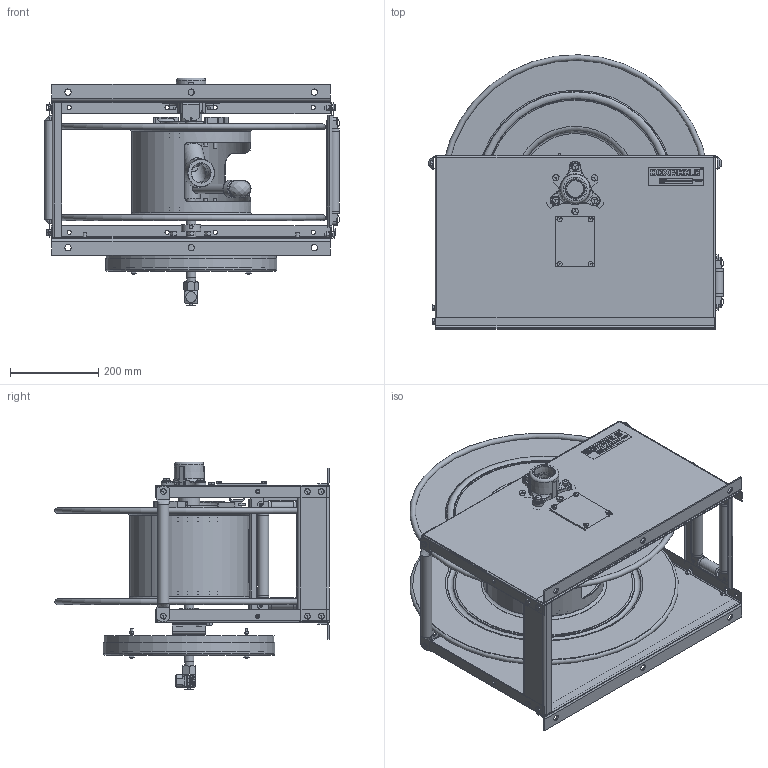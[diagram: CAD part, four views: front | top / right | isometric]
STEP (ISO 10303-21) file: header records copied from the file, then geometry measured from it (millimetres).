
FILE_DESCRIPTION(/* description */ (''),/* implementation_level */ '2;1');
FILE_NAME(/* name */ 'VA-DLPL-825_SHARED.stp',/* time_stamp */ '2017-02-20T15:49:23-07:00',/* author */ ('jkusbel'),/* organization */ (''),/* preprocessor_version */ 'ST-DEVELOPER v15.6',/* originating_system */ 'Autodesk Inventor 2015',/* authorisation */ '');
FILE_SCHEMA (('AUTOMOTIVE_DESIGN { 1 0 10303 214 3 1 1 }'));
Length unit declared in the file: inch
Products named in the file (1): VA-DLPL-825_SHARED
Bounding box: 669.03 x 622.23 x 517.03 mm (x, y, z)
Surface area: 3395509.8 mm2 (no closed solid volume)
Topology: 0 solids, 233 shells, 501 faces, 4890 edges, 4529 vertices
Faces by surface type: plane 311, cylinder 124, torus 32, cone 17, bspline 13, sphere 4
Full cylindrical faces by diameter (mm): 6.35 x4, 7.798 x1, 7.938 x12, 14.287 x6, 20.625 x1, 21.336 x2, 25.4 x16, 38.1 x1, 40.894 x1, 41.275 x1, 41.402 x1, 43.256 x1, 44.044 x1, 44.323 x1, 48.26 x2, 63.5 x1, 261.635 x1, 387.096 x1, 390.388 x1
Entity records: 46654 total; most frequent: CARTESIAN_POINT 14134, DIRECTION 5449, ORIENTED_EDGE 5143, EDGE_CURVE 4762, VERTEX_POINT 4495, LINE 2521, VECTOR 2521, AXIS2_PLACEMENT_3D 1464
